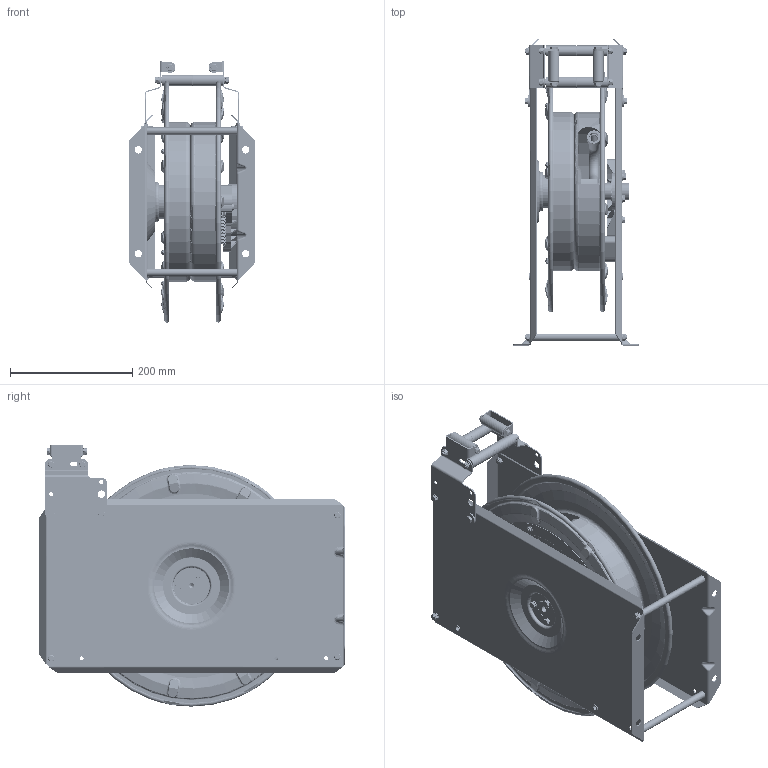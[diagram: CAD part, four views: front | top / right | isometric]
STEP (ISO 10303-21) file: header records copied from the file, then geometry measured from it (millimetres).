
FILE_DESCRIPTION (( 'STEP AP203' ), '1' );
FILE_NAME ('V10710011RM.STEP', '2020-11-18T07:16:40', ( '' ), ( '' ), 'SwSTEP 2.0', 'SolidWorks 2019', '' );
FILE_SCHEMA (( 'CONFIG_CONTROL_DESIGN' ));
Length unit declared in the file: millimetre
Products named in the file (47): E10710079_Rohrbogen 3-8+1-2 VA; Achse_ST1410+ST2010_Ku; Schlaucheinlauffenster ST1420 Ku; E10700001_6kt-Schraube M6x12-VA-DIN 933-ISO 4017_DIN EN 24017 - M6 x 12-N; E107100162-KU_Distanzstab_ST20_Ku_Ø12x146; E10710273_Zahnsegment Ku; Trommelseite links ST14; B10710017201_Ständer rechts ST20; E10450027_6kt-Mutter_M6-VA-DIN985; E10710149_Zugfeder; Ständer links mit Federkern; E10700011_Seegerring A28x1,5 VA; B107100242KU_Rollenhalter,li; E10700146-2_Blindnietmutter M6_VA; E10700150 Muffe G3-8_V4A_300bar; E10700092_6kt-Schraube M6x16-VA-DIN 933-ISO 4017_DIN EN 24018 - M6 x 16-WN; E1071000621KU_Führungsrolle 18x50; V10710011RM; E10710025_Linsenschraube mit Innen-6kt ISO 7380-1_M5 x 8 mm, V2A; E10710272_Sperrklinke PA; E10710021_6kt-Schraube M6x60-VA-DIN 931-ISO 4014_ISO 4014 - M6 x 60 x 60-N; Achse+Rohrbogen_ST20_10-kpl; E10700134-KU_Lagerschale_rechts; E10710286_Gleitlager-Buchse _iglidurP_PSM-2023-15; Plain Washer Grade A_DIN_Washer DIN 125 - A 6.4; B10700008E_Federabdeckung; E10400926_U-Scheibe Form R DIN 440-ISO 7094-Ø6,5 x 22-VA_Washer DIN 9021 - 6.4; Lagerbolzen_Sperrklinke_Ku; E10700013KU_Lagerbuchse_links_kpl_mit_Lagerschale; Halter_Triebfeder; E10700012_Lagerbuche_re_kpl_mit_Lagerschale Ø28; Trommelseite rechts ST14; E10700010 Sicherungssring_DIN 471 - 10 x 1-VA; Ständer rechts kpl; B10710045_Deckel; Trommelseitenteil rechts ST14 kpl; Sperrklinkenhalter_cp; E10450026_Scheibe ISO7089-6.4-A2_Washer DIN 125 - A 6.4; B10710020201 Ständer links ST20_Magnetbremse Bohrungen; E107100182KU_Rollenachse_ST20_Ku_Ø10x102 ...
Assembly tree (117 placements, depth 5):
  V10710011RM
    Trommel ST1410e+12e
      Trommelseitenteil rechts ST14 kpl
        Trommelseite rechts ST14
        Achse+Rohrbogen_ST20_10-kpl
          Achse_ST1410+ST2010_Ku
          E10710079_Rohrbogen 3-8+1-2 VA
          E10700150 Muffe G3-8_V4A_300bar
          E10700011_Seegerring A28x1,5 VA
        E10700012_Lagerbuche_re_kpl_mit_Lagerschale Ø28
          E10700134-KU_Lagerschale_rechts
          E10700127_Gleitlager-Buchse _PSM-2832-15
        Lagerbolzen_Sperrklinke_Ku
        E10710272_Sperrklinke PA
        Sperrklinkenhalter_cp
        E10700010 Sicherungssring_DIN 471 - 10 x 1-VA
        E10710149_Zugfeder
      Trommelseitenteil links ST14 kpl
        Trommelseite links ST14
        B10700008E_Federabdeckung
        Halter_Triebfeder
        E10710025_Linsenschraube mit Innen-6kt ISO 7380-1_M5 x 8 mm, V2A  x5
        E10710191_Sperrzahnmutter Tensilock M5  x5
    Ständer links mit Federkern
      B10710020201 Ständer links ST20_Magnetbremse Bohrungen
      E10700013KU_Lagerbuchse_links_kpl_mit_Lagerschale
        E10700133-KU_Lagerschale_links_55x45,6
        E10710286_Gleitlager-Buchse _iglidurP_PSM-2023-15
      E10700146-2_Blindnietmutter M6_VA  x3
    Ständer rechts kpl
      B10710017201_Ständer rechts ST20
      E10710273_Zahnsegment Ku
      E10450027_6kt-Mutter_M6-VA-DIN985  x2
    E107100162-KU_Distanzstab_ST20_Ku_Ø12x146  x3
    E10710272_Sperrklinke PA
    Schlaucheinlauffenster ST1420 Ku
      B107100242KU_Rollenhalter,li
      E10710021_6kt-Schraube M6x60-VA-DIN 931-ISO 4014_ISO 4014 - M6 x 60 x 60-N  x2
      E1071000621KU_Führungsrolle 18x50  x6
      B107100232KU_Rollenhalter,re
      E107100182KU_Rollenachse_ST20_Ku_Ø10x102  x2
      E10710020_Distanzhuelse_10x1x51_VA  x2
      Plain Washer Grade A_DIN_Washer DIN 125 - A 6.4  x2
      E10450027_6kt-Mutter_M6-VA-DIN985  x6
    E10700146-2_Blindnietmutter M6_VA  x6
    E10400926_U-Scheibe Form R DIN 440-ISO 7094-Ø6,5 x 22-VA_Washer DIN 9021 - 6.4  x2
    E10450027_6kt-Mutter_M6-VA-DIN985  x8
    E10700001_6kt-Schraube M6x12-VA-DIN 933-ISO 4017_DIN EN 24017 - M6 x 12-N  x2
    E10700092_6kt-Schraube M6x16-VA-DIN 933-ISO 4017_DIN EN 24018 - M6 x 16-WN  x11
    E10450026_Scheibe ISO7089-6.4-A2_Washer DIN 125 - A 6.4  x17
    B10710045_Deckel
Bounding box: 206 x 501.99 x 427.43 mm (x, y, z)
Volume: 1572161.4 mm3; surface area: 1707071.9 mm2
Topology: 108 solids, 108 shells, 3746 faces, 8581 edges, 5136 vertices
Faces by surface type: plane 1270, cylinder 1242, cone 449, bspline 335, torus 302, sphere 148
Full cylindrical faces by diameter (mm): 1.5 x2, 2 x2, 2.5 x2, 4.917 x32, 5 x16, 5.5 x5, 6 x39, 6.3 x3, 6.4 x21, 6.5 x27, 6.75 x32, 7 x4, 7.4 x9, 8 x2, 8.5 x1, 9 x18, 9.1 x6, 9.2 x1, 10 x37, 10.2 x8, 10.5 x1, 10.8 x2, 11.7 x9, 11.8 x5, 12 x28, 12.1 x4, 14.5 x3, 14.95 x1, 15 x1, 15.25 x1
Entity records: 103069 total; most frequent: CARTESIAN_POINT 40861, DIRECTION 11682, ORIENTED_EDGE 11226, EDGE_CURVE 5613, AXIS2_PLACEMENT_3D 4838, VERTEX_POINT 3507, EDGE_LOOP 3068, FACE_OUTER_BOUND 2742
